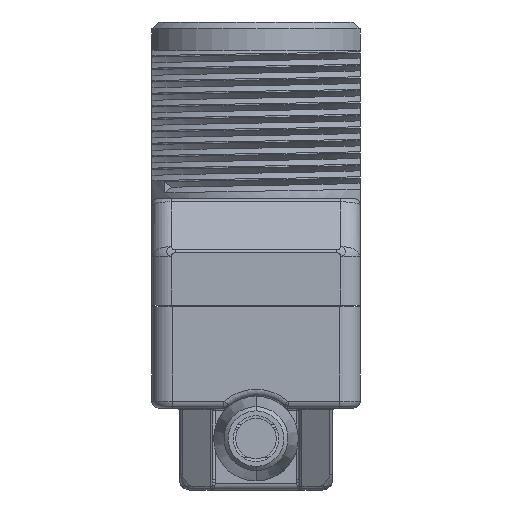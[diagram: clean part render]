
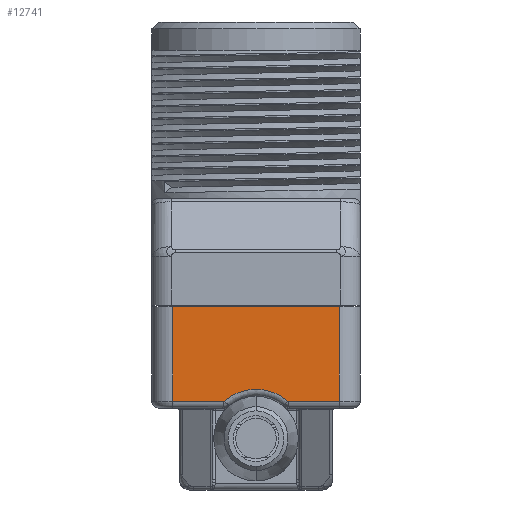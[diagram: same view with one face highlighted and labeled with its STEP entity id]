
A CAD part, front view. The second image highlights one B-rep face of the part: STEP entity #12741.
In plain terms, the highlighted planar face has unit normal (0, -1, 0).
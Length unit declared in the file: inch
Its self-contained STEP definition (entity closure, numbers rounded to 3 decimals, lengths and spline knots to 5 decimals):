
#5=DIRECTION('',(-1.,0.,0.));
#6=VECTOR('',#5,0.14548);
#7=CARTESIAN_POINT('',(-0.09074,-0.67913,
-0.27165));
#8=LINE('',#7,#6);
#21=CARTESIAN_POINT('',(-0.09074,-0.67913,
-0.27165));
#47=CARTESIAN_POINT('',(0.,-0.67913,-0.37795));
#48=DIRECTION('',(0.,1.,0.));
#49=DIRECTION('',(-0.649,0.,0.761));
#50=AXIS2_PLACEMENT_3D('',#47,#48,#49);
#52=CARTESIAN_POINT('',(0.09074,-0.67913,
-0.27165));
#80=DIRECTION('',(-1.,0.,0.));
#81=VECTOR('',#80,0.14548);
#82=CARTESIAN_POINT('',(0.23622,-0.67913,
-0.27165));
#83=LINE('',#82,#81);
#93=DIRECTION('',(1.,0.,0.));
#94=VECTOR('',#93,0.47244);
#95=CARTESIAN_POINT('',(-0.23622,-0.67913,
-0.00394));
#96=LINE('',#95,#94);
#106=DIRECTION('',(0.,0.,-1.));
#107=VECTOR('',#106,0.26772);
#108=CARTESIAN_POINT('',(-0.23622,-0.67913,
-0.00394));
#109=LINE('',#108,#107);
#166=DIRECTION('',(0.,0.,1.));
#167=VECTOR('',#166,0.26772);
#168=CARTESIAN_POINT('',(0.23622,-0.67913,
-0.27165));
#169=LINE('',#168,#167);
#11943=CARTESIAN_POINT('',(-0.23622,-0.67913,
-0.00394));
#11944=VERTEX_POINT('',#11943);
#11945=CARTESIAN_POINT('',(0.23622,-0.67913,
-0.00394));
#11946=VERTEX_POINT('',#11945);
#12298=CARTESIAN_POINT('',(0.23622,-0.67913,
-0.27165));
#12299=VERTEX_POINT('',#12298);
#12316=CARTESIAN_POINT('',(-0.23622,-0.67913,
-0.27165));
#12317=VERTEX_POINT('',#12316);
#12325=VERTEX_POINT('',#52);
#12327=VERTEX_POINT('',#21);
#12725=CARTESIAN_POINT('',(0.,-0.67913,-0.00394));
#12726=DIRECTION('',(0.,1.,0.));
#12727=DIRECTION('',(1.,0.,0.));
#12728=AXIS2_PLACEMENT_3D('',#12725,#12726,#12727);
#12729=PLANE('',#12728);
#12730=ORIENTED_EDGE('',*,*,#12716,.T.);
#12731=ORIENTED_EDGE('',*,*,#12656,.F.);
#12732=ORIENTED_EDGE('',*,*,#12592,.T.);
#12734=ORIENTED_EDGE('',*,*,#12733,.F.);
#12736=ORIENTED_EDGE('',*,*,#12735,.T.);
#12738=ORIENTED_EDGE('',*,*,#12737,.F.);
#12739=EDGE_LOOP('',(#12730,#12731,#12732,#12734,#12736,#12738));
#12740=FACE_OUTER_BOUND('',#12739,.F.);
#12741=ADVANCED_FACE('',(#12740),#12729,.F.);
#51=CIRCLE('',#50,0.13976);
#12592=EDGE_CURVE('',#12327,#12317,#8,.T.);
#12656=EDGE_CURVE('',#12327,#12325,#51,.T.);
#12716=EDGE_CURVE('',#12299,#12325,#83,.T.);
#12733=EDGE_CURVE('',#11944,#12317,#109,.T.);
#12735=EDGE_CURVE('',#11944,#11946,#96,.T.);
#12737=EDGE_CURVE('',#12299,#11946,#169,.T.);
